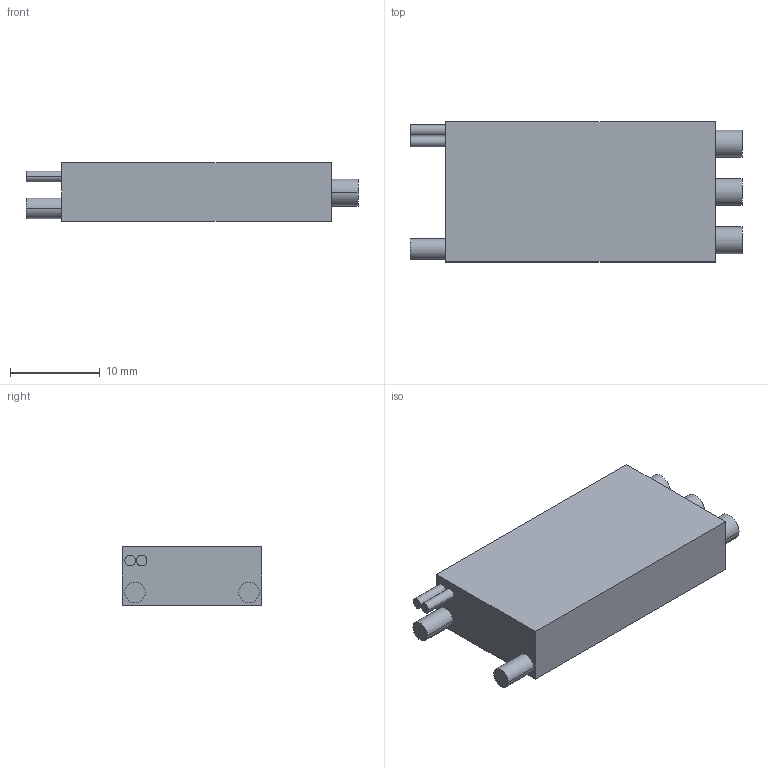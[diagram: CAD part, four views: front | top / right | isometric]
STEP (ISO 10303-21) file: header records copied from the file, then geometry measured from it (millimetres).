
FILE_DESCRIPTION (( 'STEP AP203' ), '1' );
FILE_NAME ('Spedix_ES30HV_ESC_OFD.STEP', '2022-08-08T13:55:26', ( '' ), ( '' ), 'SwSTEP 2.0', 'SolidWorks 2020', '' );
FILE_SCHEMA (( 'CONFIG_CONTROL_DESIGN' ));
Length unit declared in the file: millimetre
Products named in the file (1): Spedix_ES30HV_ESC_OFD
Bounding box: 37 x 15.6 x 6.5 mm (x, y, z)
Volume: 3147.7 mm3; surface area: 1701.3 mm2
Topology: 1 solids, 1 shells, 27 faces, 54 edges, 36 vertices
Faces by surface type: cylinder 14, plane 13
Entity records: 793 total; most frequent: DIRECTION 138, CARTESIAN_POINT 118, ORIENTED_EDGE 108, AXIS2_PLACEMENT_3D 56, EDGE_CURVE 54, VERTEX_POINT 36, EDGE_LOOP 34, CIRCLE 28
